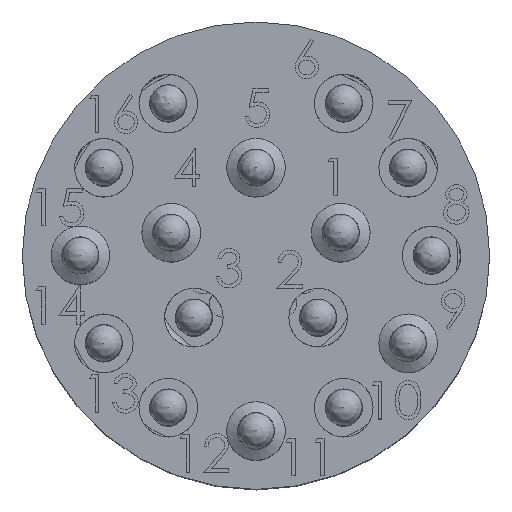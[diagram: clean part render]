
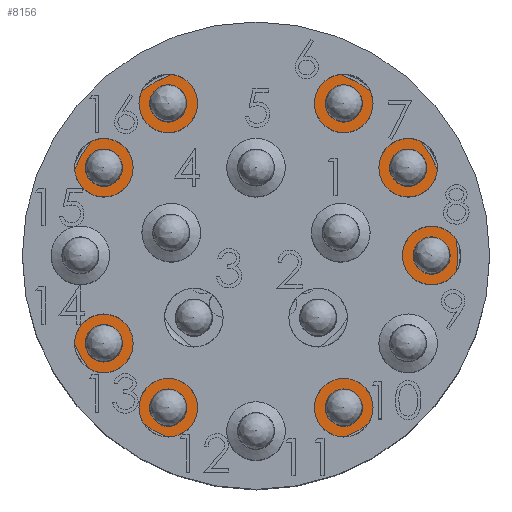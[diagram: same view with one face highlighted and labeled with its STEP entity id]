
A CAD part, top view. The second image highlights one B-rep face of the part: STEP entity #8156.
In plain terms, the highlighted planar face has unit normal (0, 0, -1).
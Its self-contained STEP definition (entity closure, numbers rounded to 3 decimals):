
#429=FACE_BOUND('',#2574,.T.);
#2081=FACE_OUTER_BOUND('',#2573,.T.);
#2573=EDGE_LOOP('',(#7004,#7005));
#2574=EDGE_LOOP('',(#7006,#7007));
#2903=CIRCLE('',#8770,10.947);
#2904=CIRCLE('',#8771,10.947);
#2920=CIRCLE('',#8793,6.35);
#2921=CIRCLE('',#8794,6.35);
#3695=VERTEX_POINT('',#20104);
#3696=VERTEX_POINT('',#20106);
#3709=VERTEX_POINT('',#20144);
#3710=VERTEX_POINT('',#20145);
#4804=EDGE_CURVE('',#3696,#3695,#2903,.T.);
#4805=EDGE_CURVE('',#3695,#3696,#2904,.T.);
#4823=EDGE_CURVE('',#3709,#3710,#2920,.T.);
#4824=EDGE_CURVE('',#3710,#3709,#2921,.T.);
#7004=ORIENTED_EDGE('',*,*,#4804,.T.);
#7005=ORIENTED_EDGE('',*,*,#4805,.T.);
#7006=ORIENTED_EDGE('',*,*,#4823,.T.);
#7007=ORIENTED_EDGE('',*,*,#4824,.T.);
#7311=PLANE('',#8796);
#8156=ADVANCED_FACE('',(#2081,#429),#7311,.F.);
#8770=AXIS2_PLACEMENT_3D('',#20107,#10549,#10550);
#8771=AXIS2_PLACEMENT_3D('',#20108,#10551,#10552);
#8793=AXIS2_PLACEMENT_3D('',#20146,#10597,#10598);
#8794=AXIS2_PLACEMENT_3D('',#20147,#10599,#10600);
#8796=AXIS2_PLACEMENT_3D('',#20151,#10605,#10606);
#10549=DIRECTION('center_axis',(0.,0.,
-1.));
#10550=DIRECTION('ref_axis',(-1.,0.,0.));
#10551=DIRECTION('center_axis',(0.,0.,
-1.));
#10552=DIRECTION('ref_axis',(-1.,0.,0.));
#10597=DIRECTION('center_axis',(0.,0.,
1.));
#10598=DIRECTION('ref_axis',(-1.,0.,0.));
#10599=DIRECTION('center_axis',(0.,0.,
1.));
#10600=DIRECTION('ref_axis',(-1.,0.,0.));
#10605=DIRECTION('center_axis',(0.,0.,
1.));
#10606=DIRECTION('ref_axis',(-1.,0.,0.));
#20104=CARTESIAN_POINT('',(10.947,0.,-15.875));
#20106=CARTESIAN_POINT('',(-10.947,0.,-15.875));
#20107=CARTESIAN_POINT('Origin',(0.,0.,
-15.875));
#20108=CARTESIAN_POINT('Origin',(0.,0.,
-15.875));
#20144=CARTESIAN_POINT('',(-6.35,0.,-15.875));
#20145=CARTESIAN_POINT('',(6.35,0.,-15.875));
#20146=CARTESIAN_POINT('Origin',(0.,0.,
-15.875));
#20147=CARTESIAN_POINT('Origin',(0.,0.,
-15.875));
#20151=CARTESIAN_POINT('Origin',(0.,-11.074,-15.875));
